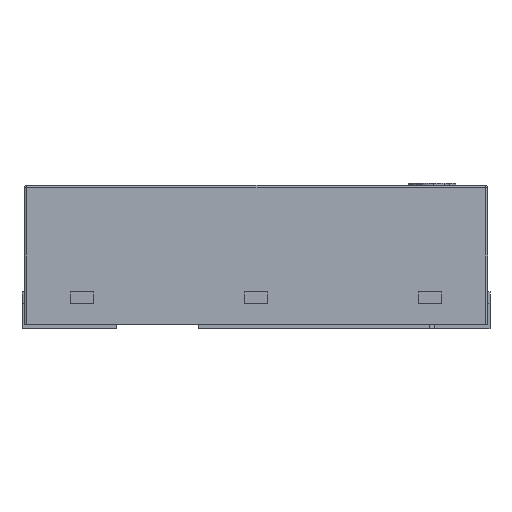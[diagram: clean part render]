
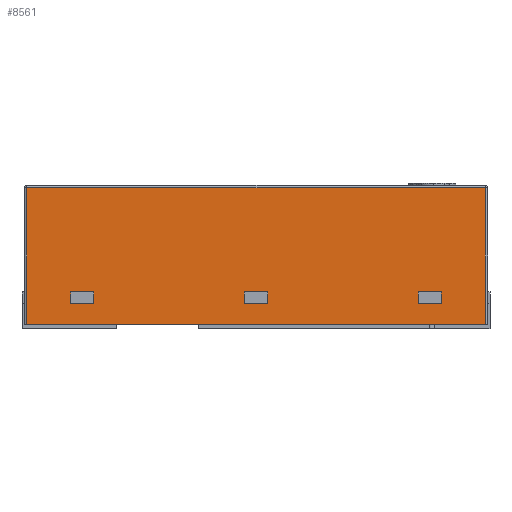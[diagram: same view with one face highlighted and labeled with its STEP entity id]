
A CAD part, left-side view. The second image highlights one B-rep face of the part: STEP entity #8561.
In plain terms, the highlighted planar face has unit normal (-1, 0, 0).
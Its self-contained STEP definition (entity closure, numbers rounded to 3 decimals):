
#59 = EDGE_CURVE ( 'NONE', #9575, #14974, #8941, .T. ) ;
#194 = VECTOR ( 'NONE', #13357, 1000. ) ;
#355 = AXIS2_PLACEMENT_3D ( 'NONE', #485, #12599, #16560 ) ;
#461 = CARTESIAN_POINT ( 'NONE',  ( -1., -0.7, -0.51 ) ) ;
#485 = CARTESIAN_POINT ( 'NONE',  ( -1., 1., -0.6 ) ) ;
#499 = CARTESIAN_POINT ( 'NONE',  ( -1., -0.8, -0.51 ) ) ;
#572 = LINE ( 'NONE', #16165, #14819 ) ;
#602 = LINE ( 'NONE', #5944, #8782 ) ;
#605 = CARTESIAN_POINT ( 'NONE',  ( -1., 0.7, -0.46 ) ) ;
#936 = LINE ( 'NONE', #10122, #13785 ) ;
#1037 = CARTESIAN_POINT ( 'NONE',  ( -1., 0.8, -0.51 ) ) ;
#1066 = ORIENTED_EDGE ( 'NONE', *, *, #13259, .F. ) ;
#1076 = VECTOR ( 'NONE', #15722, 1000. ) ;
#1129 = DIRECTION ( 'NONE',  ( 0., 0., -1. ) ) ;
#1225 = FACE_OUTER_BOUND ( 'NONE', #2010, .T. ) ;
#1267 = EDGE_CURVE ( 'NONE', #6013, #3576, #14999, .T. ) ;
#1400 = LINE ( 'NONE', #9437, #10478 ) ;
#1408 = FACE_BOUND ( 'NONE', #9988, .T. ) ;
#1570 = VECTOR ( 'NONE', #3156, 1000. ) ;
#1949 = EDGE_CURVE ( 'NONE', #15380, #17097, #13732, .T. ) ;
#2010 = EDGE_LOOP ( 'NONE', ( #10592, #10804, #9232, #3152 ) ) ;
#2125 = VECTOR ( 'NONE', #8266, 1000. ) ;
#2156 = EDGE_CURVE ( 'NONE', #3576, #15380, #4676, .T. ) ;
#2186 = VECTOR ( 'NONE', #10632, 1000. ) ;
#2218 = VECTOR ( 'NONE', #10335, 1000. ) ;
#2269 = ORIENTED_EDGE ( 'NONE', *, *, #16427, .F. ) ;
#2430 = LINE ( 'NONE', #7747, #14421 ) ;
#2571 = CARTESIAN_POINT ( 'NONE',  ( -1., 0.8, -0.46 ) ) ;
#2694 = VERTEX_POINT ( 'NONE', #6717 ) ;
#2940 = VERTEX_POINT ( 'NONE', #605 ) ;
#2942 = CARTESIAN_POINT ( 'NONE',  ( -1., -0.8, -0.51 ) ) ;
#3152 = ORIENTED_EDGE ( 'NONE', *, *, #3541, .T. ) ;
#3156 = DIRECTION ( 'NONE',  ( 0., 0., 1. ) ) ;
#3196 = VERTEX_POINT ( 'NONE', #15313 ) ;
#3541 = EDGE_CURVE ( 'NONE', #10270, #10528, #1400, .T. ) ;
#3576 = VERTEX_POINT ( 'NONE', #499 ) ;
#3683 = LINE ( 'NONE', #1037, #17049 ) ;
#3996 = LINE ( 'NONE', #5457, #194 ) ;
#4297 = VERTEX_POINT ( 'NONE', #6367 ) ;
#4308 = CARTESIAN_POINT ( 'NONE',  ( -1., -0.99, -0.6 ) ) ;
#4653 = VERTEX_POINT ( 'NONE', #4769 ) ;
#4676 = LINE ( 'NONE', #5874, #1570 ) ;
#4731 = EDGE_CURVE ( 'NONE', #17097, #6013, #5186, .T. ) ;
#4750 = DIRECTION ( 'NONE',  ( 0., -1., 0. ) ) ;
#4769 = CARTESIAN_POINT ( 'NONE',  ( -1., 0.05, -0.46 ) ) ;
#4788 = CARTESIAN_POINT ( 'NONE',  ( -1., -0.8, -0.46 ) ) ;
#4955 = ORIENTED_EDGE ( 'NONE', *, *, #11213, .F. ) ;
#4975 = ORIENTED_EDGE ( 'NONE', *, *, #59, .F. ) ;
#5037 = PLANE ( 'NONE',  #355 ) ;
#5186 = LINE ( 'NONE', #15806, #1076 ) ;
#5309 = EDGE_LOOP ( 'NONE', ( #17327, #13456, #13207, #14830 ) ) ;
#5457 = CARTESIAN_POINT ( 'NONE',  ( -1., 1., -0.01 ) ) ;
#5559 = ORIENTED_EDGE ( 'NONE', *, *, #11580, .F. ) ;
#5651 = CARTESIAN_POINT ( 'NONE',  ( -1., -0.8, -0.46 ) ) ;
#5838 = CARTESIAN_POINT ( 'NONE',  ( -1., 1., -0.6 ) ) ;
#5874 = CARTESIAN_POINT ( 'NONE',  ( -1., -0.8, -0.46 ) ) ;
#5944 = CARTESIAN_POINT ( 'NONE',  ( -1., 0.7, -0.46 ) ) ;
#6013 = VERTEX_POINT ( 'NONE', #461 ) ;
#6367 = CARTESIAN_POINT ( 'NONE',  ( -1., 0.7, -0.51 ) ) ;
#6641 = EDGE_CURVE ( 'NONE', #3196, #12305, #936, .T. ) ;
#6717 = CARTESIAN_POINT ( 'NONE',  ( -1., -0.99, -0.01 ) ) ;
#6741 = FACE_BOUND ( 'NONE', #8564, .T. ) ;
#7318 = CARTESIAN_POINT ( 'NONE',  ( -1., 0.8, -0.46 ) ) ;
#7567 = DIRECTION ( 'NONE',  ( 0., 0., 1. ) ) ;
#7747 = CARTESIAN_POINT ( 'NONE',  ( -1., -0.05, -0.46 ) ) ;
#7979 = VECTOR ( 'NONE', #13761, 1000. ) ;
#8261 = VECTOR ( 'NONE', #13333, 1000. ) ;
#8266 = DIRECTION ( 'NONE',  ( 0., -1., 0. ) ) ;
#8561 = ADVANCED_FACE ( 'NONE', ( #1225, #1408, #6741, #17039 ), #5037, .T. ) ;
#8564 = EDGE_LOOP ( 'NONE', ( #11088, #5559, #10923, #13125 ) ) ;
#8645 = EDGE_CURVE ( 'NONE', #12305, #16909, #2430, .T. ) ;
#8782 = VECTOR ( 'NONE', #11291, 1000. ) ;
#8934 = CARTESIAN_POINT ( 'NONE',  ( -1., 0.05, -0.46 ) ) ;
#8941 = LINE ( 'NONE', #11694, #14982 ) ;
#9232 = ORIENTED_EDGE ( 'NONE', *, *, #11218, .T. ) ;
#9437 = CARTESIAN_POINT ( 'NONE',  ( -1., 0.99, -0.6 ) ) ;
#9575 = VERTEX_POINT ( 'NONE', #7318 ) ;
#9735 = DIRECTION ( 'NONE',  ( 0., 1., 0. ) ) ;
#9848 = CARTESIAN_POINT ( 'NONE',  ( -1., -0.99, -0.6 ) ) ;
#9856 = CARTESIAN_POINT ( 'NONE',  ( -1., 0.99, -0.6 ) ) ;
#9938 = LINE ( 'NONE', #5838, #7979 ) ;
#9988 = EDGE_LOOP ( 'NONE', ( #4975, #4955, #2269, #1066 ) ) ;
#10122 = CARTESIAN_POINT ( 'NONE',  ( -1., 0.05, -0.51 ) ) ;
#10270 = VERTEX_POINT ( 'NONE', #14774 ) ;
#10278 = EDGE_CURVE ( 'NONE', #11878, #2694, #10678, .T. ) ;
#10335 = DIRECTION ( 'NONE',  ( 0., 0., -1. ) ) ;
#10415 = LINE ( 'NONE', #8934, #2218 ) ;
#10478 = VECTOR ( 'NONE', #1129, 1000. ) ;
#10528 = VERTEX_POINT ( 'NONE', #9856 ) ;
#10592 = ORIENTED_EDGE ( 'NONE', *, *, #10913, .T. ) ;
#10632 = DIRECTION ( 'NONE',  ( 0., 1., 0. ) ) ;
#10678 = LINE ( 'NONE', #4308, #8261 ) ;
#10804 = ORIENTED_EDGE ( 'NONE', *, *, #10278, .T. ) ;
#10913 = EDGE_CURVE ( 'NONE', #10528, #11878, #9938, .T. ) ;
#10923 = ORIENTED_EDGE ( 'NONE', *, *, #8645, .F. ) ;
#11088 = ORIENTED_EDGE ( 'NONE', *, *, #13859, .F. ) ;
#11153 = CARTESIAN_POINT ( 'NONE',  ( -1., -0.05, -0.46 ) ) ;
#11213 = EDGE_CURVE ( 'NONE', #2940, #9575, #11861, .T. ) ;
#11218 = EDGE_CURVE ( 'NONE', #2694, #10270, #3996, .T. ) ;
#11291 = DIRECTION ( 'NONE',  ( 0., 0., 1. ) ) ;
#11580 = EDGE_CURVE ( 'NONE', #16909, #4653, #572, .T. ) ;
#11656 = DIRECTION ( 'NONE',  ( 0., -1., 0. ) ) ;
#11694 = CARTESIAN_POINT ( 'NONE',  ( -1., 0.8, -0.46 ) ) ;
#11699 = CARTESIAN_POINT ( 'NONE',  ( -1., -0.7, -0.46 ) ) ;
#11861 = LINE ( 'NONE', #2571, #2186 ) ;
#11878 = VERTEX_POINT ( 'NONE', #9848 ) ;
#12305 = VERTEX_POINT ( 'NONE', #14449 ) ;
#12599 = DIRECTION ( 'NONE',  ( -1., 0., 0. ) ) ;
#13125 = ORIENTED_EDGE ( 'NONE', *, *, #6641, .F. ) ;
#13207 = ORIENTED_EDGE ( 'NONE', *, *, #1267, .F. ) ;
#13259 = EDGE_CURVE ( 'NONE', #14974, #4297, #3683, .T. ) ;
#13333 = DIRECTION ( 'NONE',  ( 0., 0., 1. ) ) ;
#13357 = DIRECTION ( 'NONE',  ( 0., 1., 0. ) ) ;
#13456 = ORIENTED_EDGE ( 'NONE', *, *, #2156, .F. ) ;
#13732 = LINE ( 'NONE', #4788, #16756 ) ;
#13761 = DIRECTION ( 'NONE',  ( 0., -1., 0. ) ) ;
#13785 = VECTOR ( 'NONE', #4750, 1000. ) ;
#13799 = CARTESIAN_POINT ( 'NONE',  ( -1., 0.8, -0.51 ) ) ;
#13859 = EDGE_CURVE ( 'NONE', #4653, #3196, #10415, .T. ) ;
#14339 = DIRECTION ( 'NONE',  ( 0., 0., -1. ) ) ;
#14421 = VECTOR ( 'NONE', #7567, 1000. ) ;
#14449 = CARTESIAN_POINT ( 'NONE',  ( -1., -0.05, -0.51 ) ) ;
#14774 = CARTESIAN_POINT ( 'NONE',  ( -1., 0.99, -0.01 ) ) ;
#14819 = VECTOR ( 'NONE', #14869, 1000. ) ;
#14830 = ORIENTED_EDGE ( 'NONE', *, *, #4731, .F. ) ;
#14869 = DIRECTION ( 'NONE',  ( 0., 1., 0. ) ) ;
#14974 = VERTEX_POINT ( 'NONE', #13799 ) ;
#14982 = VECTOR ( 'NONE', #14339, 1000. ) ;
#14999 = LINE ( 'NONE', #2942, #2125 ) ;
#15313 = CARTESIAN_POINT ( 'NONE',  ( -1., 0.05, -0.51 ) ) ;
#15380 = VERTEX_POINT ( 'NONE', #5651 ) ;
#15722 = DIRECTION ( 'NONE',  ( 0., 0., -1. ) ) ;
#15806 = CARTESIAN_POINT ( 'NONE',  ( -1., -0.7, -0.46 ) ) ;
#16165 = CARTESIAN_POINT ( 'NONE',  ( -1., 0.05, -0.46 ) ) ;
#16427 = EDGE_CURVE ( 'NONE', #4297, #2940, #602, .T. ) ;
#16560 = DIRECTION ( 'NONE',  ( 0., -1., 0. ) ) ;
#16756 = VECTOR ( 'NONE', #9735, 1000. ) ;
#16909 = VERTEX_POINT ( 'NONE', #11153 ) ;
#17039 = FACE_BOUND ( 'NONE', #5309, .T. ) ;
#17049 = VECTOR ( 'NONE', #11656, 1000. ) ;
#17097 = VERTEX_POINT ( 'NONE', #11699 ) ;
#17327 = ORIENTED_EDGE ( 'NONE', *, *, #1949, .F. ) ;
